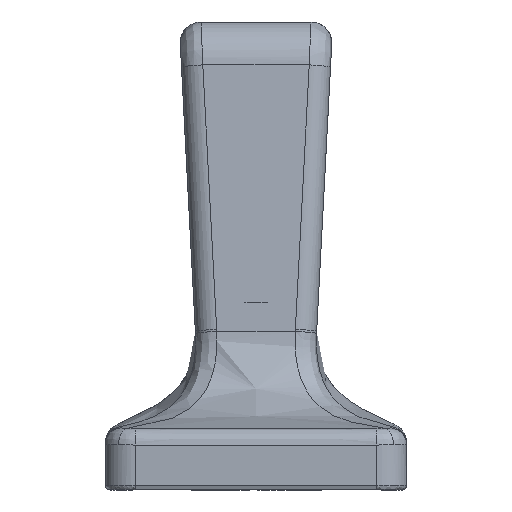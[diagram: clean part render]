
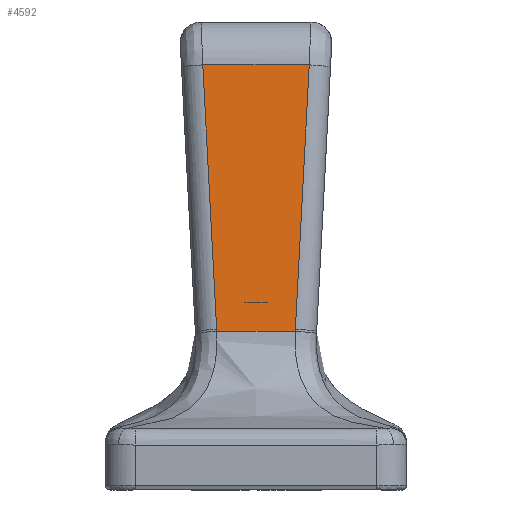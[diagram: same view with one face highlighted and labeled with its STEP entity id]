
A CAD part, left-side view. The second image highlights one B-rep face of the part: STEP entity #4592.
In plain terms, the highlighted planar face has unit normal (-0.999, 0, 0.052).
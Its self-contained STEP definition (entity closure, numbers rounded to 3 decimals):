
#2 = CARTESIAN_POINT ( 'NONE',  ( -83.45, 124.9, -5. ) ) ;
#130 = DIRECTION ( 'NONE',  ( -0.999, 0., 0.052 ) ) ;
#154 = CARTESIAN_POINT ( 'NONE',  ( -83.447, 130.103, -4.951 ) ) ;
#156 = CARTESIAN_POINT ( 'NONE',  ( -83.442, 124.892, -4.852 ) ) ;
#158 = B_SPLINE_CURVE_WITH_KNOTS ( 'NONE', 3,
 ( #156, #1641, #6208, #1536 ),
 .UNSPECIFIED., .F., .F.,
 ( 4, 4 ),
 ( -0.148, 0. ),
 .UNSPECIFIED. ) ;
#357 = EDGE_CURVE ( 'NONE', #2791, #5010, #4583, .T. ) ;
#638 = B_SPLINE_CURVE_WITH_KNOTS ( 'NONE', 3,
 ( #4885, #154, #5363, #2192 ),
 .UNSPECIFIED., .F., .F.,
 ( 4, 4 ),
 ( -0.148, 0. ),
 .UNSPECIFIED. ) ;
#772 = FACE_OUTER_BOUND ( 'NONE', #3021, .T. ) ;
#838 = EDGE_CURVE ( 'NONE', #6344, #1196, #5555, .T. ) ;
#1005 = ORIENTED_EDGE ( 'NONE', *, *, #2333, .F. ) ;
#1196 = VERTEX_POINT ( 'NONE', #3300 ) ;
#1536 = CARTESIAN_POINT ( 'NONE',  ( -83.45, 124.9, -5. ) ) ;
#1640 = B_SPLINE_CURVE_WITH_KNOTS ( 'NONE', 1,
 ( #3811, #6353 ),
 .UNSPECIFIED., .F., .F.,
 ( 2, 2 ),
 ( 0., 7.05 ),
 .UNSPECIFIED. ) ;
#1641 = CARTESIAN_POINT ( 'NONE',  ( -83.445, 124.895, -4.901 ) ) ;
#1827 = AXIS2_PLACEMENT_3D ( 'NONE', #2270, #130, #4931 ) ;
#1953 = ORIENTED_EDGE ( 'NONE', *, *, #3557, .T. ) ;
#2192 = CARTESIAN_POINT ( 'NONE',  ( -83.442, 130.108, -4.852 ) ) ;
#2270 = CARTESIAN_POINT ( 'NONE',  ( -82.432, 131.73, 14.423 ) ) ;
#2333 = EDGE_CURVE ( 'NONE', #1196, #6532, #158, .T. ) ;
#2791 = VERTEX_POINT ( 'NONE', #4937 ) ;
#2822 = CARTESIAN_POINT ( 'NONE',  ( -83.45, 130.1, -5. ) ) ;
#3021 = EDGE_LOOP ( 'NONE', ( #5251, #5044, #4083, #1005, #4190, #1953 ) ) ;
#3138 = CARTESIAN_POINT ( 'NONE',  ( -82.524, 123.975, 12.657 ) ) ;
#3300 = CARTESIAN_POINT ( 'NONE',  ( -83.442, 124.892, -4.852 ) ) ;
#3557 = EDGE_CURVE ( 'NONE', #6344, #5010, #1640, .T. ) ;
#3659 = CARTESIAN_POINT ( 'NONE',  ( -82.524, 131.025, 12.657 ) ) ;
#3811 = CARTESIAN_POINT ( 'NONE',  ( -82.524, 123.975, 12.657 ) ) ;
#4083 = ORIENTED_EDGE ( 'NONE', *, *, #5389, .T. ) ;
#4161 = CARTESIAN_POINT ( 'NONE',  ( -83.45, 124.9, -5. ) ) ;
#4190 = ORIENTED_EDGE ( 'NONE', *, *, #838, .F. ) ;
#4583 = B_SPLINE_CURVE_WITH_KNOTS ( 'NONE', 1,
 ( #6734, #6412 ),
 .UNSPECIFIED., .F., .F.,
 ( 2, 2 ),
 ( -17.557, 0. ),
 .UNSPECIFIED. ) ;
#4592 = ADVANCED_FACE ( 'NONE', ( #772 ), #5436, .T. ) ;
#4885 = CARTESIAN_POINT ( 'NONE',  ( -83.45, 130.1, -5. ) ) ;
#4931 = DIRECTION ( 'NONE',  ( 0., 1., 0. ) ) ;
#4937 = CARTESIAN_POINT ( 'NONE',  ( -83.442, 130.108, -4.852 ) ) ;
#4950 = B_SPLINE_CURVE_WITH_KNOTS ( 'NONE', 1,
 ( #6229, #4161 ),
 .UNSPECIFIED., .F., .F.,
 ( 2, 2 ),
 ( 0., 5.2 ),
 .UNSPECIFIED. ) ;
#5010 = VERTEX_POINT ( 'NONE', #3659 ) ;
#5044 = ORIENTED_EDGE ( 'NONE', *, *, #5962, .F. ) ;
#5050 = CARTESIAN_POINT ( 'NONE',  ( -83.442, 124.892, -4.852 ) ) ;
#5251 = ORIENTED_EDGE ( 'NONE', *, *, #357, .F. ) ;
#5363 = CARTESIAN_POINT ( 'NONE',  ( -83.445, 130.105, -4.901 ) ) ;
#5389 = EDGE_CURVE ( 'NONE', #5582, #6532, #4950, .T. ) ;
#5436 = PLANE ( 'NONE',  #1827 ) ;
#5555 = B_SPLINE_CURVE_WITH_KNOTS ( 'NONE', 1,
 ( #6194, #5050 ),
 .UNSPECIFIED., .F., .F.,
 ( 2, 2 ),
 ( 0., 17.557 ),
 .UNSPECIFIED. ) ;
#5582 = VERTEX_POINT ( 'NONE', #2822 ) ;
#5962 = EDGE_CURVE ( 'NONE', #5582, #2791, #638, .T. ) ;
#6194 = CARTESIAN_POINT ( 'NONE',  ( -82.524, 123.975, 12.657 ) ) ;
#6208 = CARTESIAN_POINT ( 'NONE',  ( -83.447, 124.897, -4.951 ) ) ;
#6229 = CARTESIAN_POINT ( 'NONE',  ( -83.45, 130.1, -5. ) ) ;
#6344 = VERTEX_POINT ( 'NONE', #3138 ) ;
#6353 = CARTESIAN_POINT ( 'NONE',  ( -82.524, 131.025, 12.657 ) ) ;
#6412 = CARTESIAN_POINT ( 'NONE',  ( -82.524, 131.025, 12.657 ) ) ;
#6532 = VERTEX_POINT ( 'NONE', #2 ) ;
#6734 = CARTESIAN_POINT ( 'NONE',  ( -83.442, 130.108, -4.852 ) ) ;
